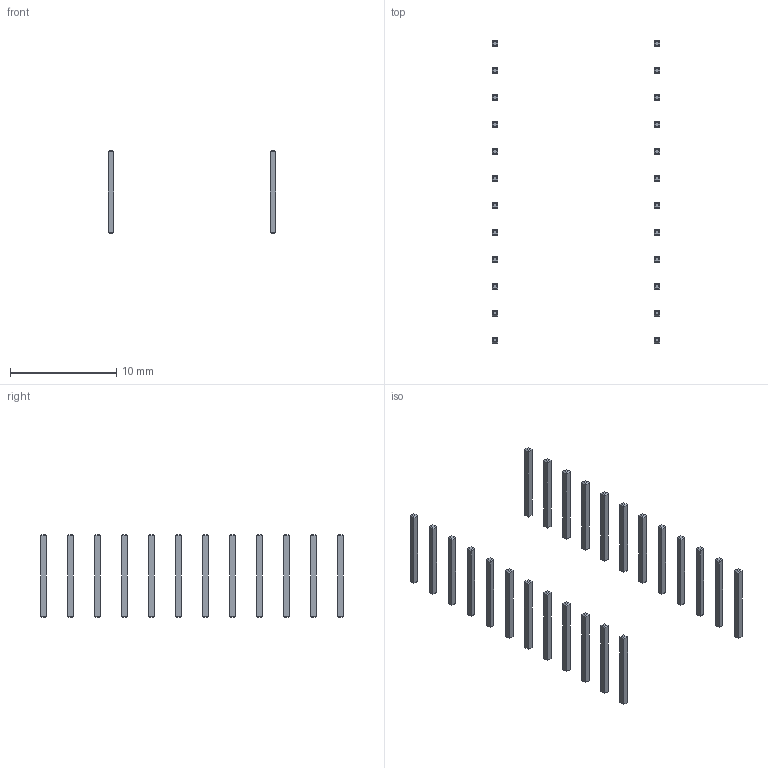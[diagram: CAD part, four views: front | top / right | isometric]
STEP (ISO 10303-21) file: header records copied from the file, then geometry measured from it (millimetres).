
FILE_DESCRIPTION(/* description */ (''),/* implementation_level */ '2;1');
FILE_NAME(/* name */ 'PinHeader_2.54mm_2x-12.step',/* time_stamp */ '2024-06-19T11:17:29-06:00',/* author */ (''),/* organization */ (''),/* preprocessor_version */ 'ST-DEVELOPER v20',/* originating_system */ 'Autodesk Translation Framework v13.14.0.145',/* authorisation */ '');
FILE_SCHEMA (('AUTOMOTIVE_DESIGN { 1 0 10303 214 3 1 1 }'));
Length unit declared in the file: inch
Products named in the file (2): 2 MM 10 Pin Header v1 v1; Pins
Assembly tree (1 placements, depth 2):
  2 MM 10 Pin Header v1 v1
    Pins
Bounding box: 15.75 x 28.45 x 7.75 mm (x, y, z)
Volume: 95.9 mm3; surface area: 770.8 mm2
Topology: 48 solids, 48 shells, 672 faces, 1344 edges, 768 vertices
Faces by surface type: plane 672
Entity records: 16533 total; most frequent: CARTESIAN_POINT 2787, DIRECTION 2694, ORIENTED_EDGE 2688, LINE 1344, VECTOR 1344, EDGE_CURVE 1344, VERTEX_POINT 768, AXIS2_PLACEMENT_3D 675
